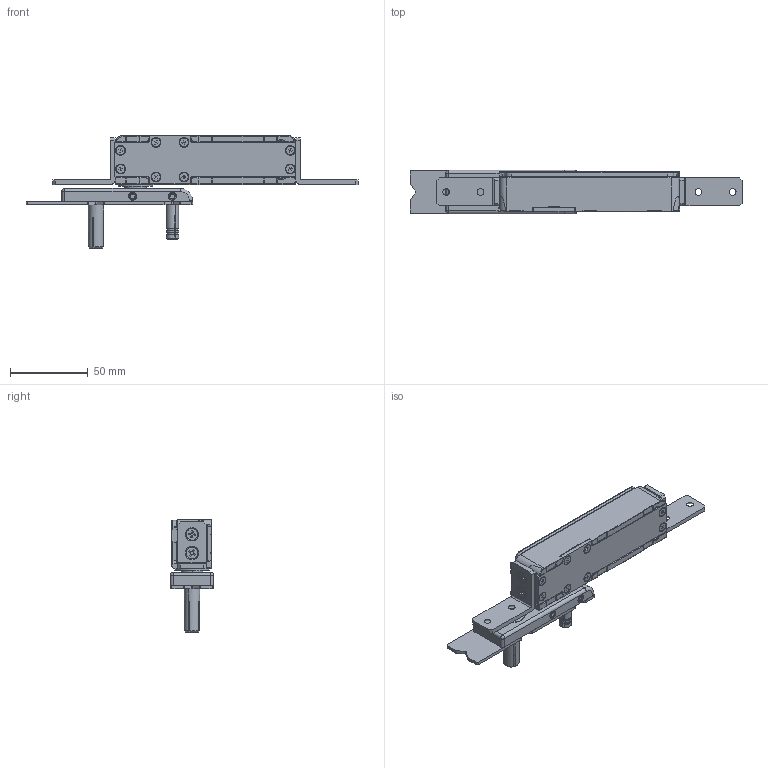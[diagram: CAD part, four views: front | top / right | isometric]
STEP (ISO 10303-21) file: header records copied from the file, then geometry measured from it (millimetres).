
FILE_DESCRIPTION (( 'STEP AP214' ), '1' );
FILE_NAME ('107E40.STEP', '2023-05-18T09:58:07', ( '' ), ( '' ), 'SwSTEP 2.0', 'SolidWorks 2020', '' );
FILE_SCHEMA (( 'AUTOMOTIVE_DESIGN' ));
Length unit declared in the file: millimetre
Products named in the file (17): STR00058149; STR00079288; STR00050716; STR00005466; STR00048515; STR00058143; STR00056443; 107E40; STR00044069; STR00052968; STR00056624; STR00056706; STR00002075; STR00052871; STR00052846; STR00064966; STR00002987
Assembly tree (29 placements, depth 2):
  107E40
    STR00058143
    STR00052846
    STR00052871
    STR00048515
    STR00056706
    STR00056443
    STR00044069  x3
    STR00050716  x8
    STR00056624
    STR00079288
    STR00002987
    STR00002075
    STR00052968
    STR00005466  x4
    STR00058149  x2
    STR00064966
Bounding box: 213.27 x 28 x 72.5 mm (x, y, z)
Volume: 87569 mm3; surface area: 57537.8 mm2
Topology: 33 solids, 33 shells, 1356 faces, 3342 edges, 2041 vertices
Faces by surface type: plane 468, cylinder 403, cone 229, bspline 226, torus 28, sphere 2
Entity records: 50352 total; most frequent: CARTESIAN_POINT 24339, ORIENTED_EDGE 5198, DIRECTION 4071, EDGE_CURVE 2599, VERTEX_POINT 1593, AXIS2_PLACEMENT_3D 1455, LINE 1161, VECTOR 1161
